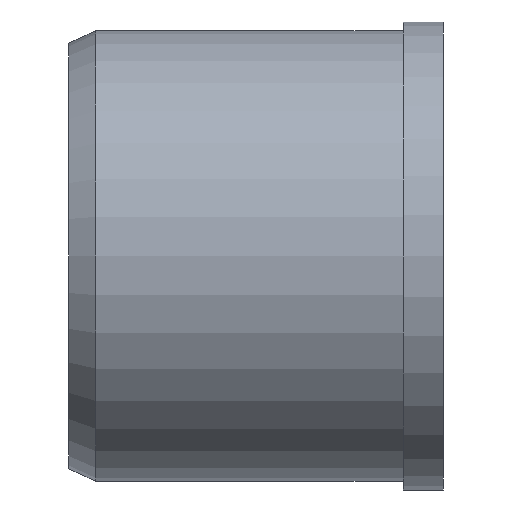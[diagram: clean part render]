
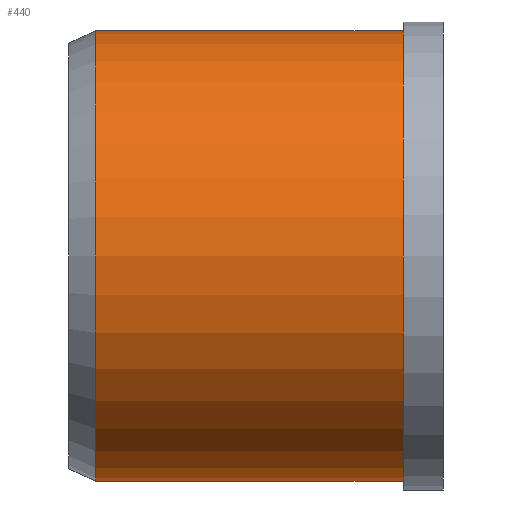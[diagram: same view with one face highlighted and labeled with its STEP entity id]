
A CAD part, left-side view. The second image highlights one B-rep face of the part: STEP entity #440.
In plain terms, the highlighted cylindrical face has radius 16.85 mm (diameter 33.7 mm), a partial arc.
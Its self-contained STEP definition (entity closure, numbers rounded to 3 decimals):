
#9 = ORIENTED_EDGE ( 'NONE', *, *, #425, .T. ) ;
#19 = CYLINDRICAL_SURFACE ( 'NONE', #71, 16.85 ) ;
#38 = DIRECTION ( 'NONE',  ( 0., -1., 0. ) ) ;
#52 = CIRCLE ( 'NONE', #286, 16.85 ) ;
#69 = CARTESIAN_POINT ( 'NONE',  ( 0., 25., 16.85 ) ) ;
#71 = AXIS2_PLACEMENT_3D ( 'NONE', #209, #525, #568 ) ;
#86 = ORIENTED_EDGE ( 'NONE', *, *, #114, .T. ) ;
#114 = EDGE_CURVE ( 'NONE', #153, #503, #323, .T. ) ;
#128 = VECTOR ( 'NONE', #395, 1000. ) ;
#152 = CARTESIAN_POINT ( 'NONE',  ( 0., 0., 16.85 ) ) ;
#153 = VERTEX_POINT ( 'NONE', #181 ) ;
#155 = VECTOR ( 'NONE', #38, 1000. ) ;
#176 = CIRCLE ( 'NONE', #516, 16.85 ) ;
#177 = DIRECTION ( 'NONE',  ( 0., 0., 1. ) ) ;
#181 = CARTESIAN_POINT ( 'NONE',  ( 0., 23., -16.85 ) ) ;
#207 = CARTESIAN_POINT ( 'NONE',  ( 0., 0., 0. ) ) ;
#209 = CARTESIAN_POINT ( 'NONE',  ( 0., 25., 0. ) ) ;
#242 = EDGE_CURVE ( 'NONE', #284, #153, #176, .T. ) ;
#268 = CARTESIAN_POINT ( 'NONE',  ( 0., 23., 0. ) ) ;
#284 = VERTEX_POINT ( 'NONE', #330 ) ;
#286 = AXIS2_PLACEMENT_3D ( 'NONE', #207, #398, #439 ) ;
#300 = FACE_OUTER_BOUND ( 'NONE', #391, .T. ) ;
#323 = LINE ( 'NONE', #554, #155 ) ;
#329 = ORIENTED_EDGE ( 'NONE', *, *, #448, .F. ) ;
#330 = CARTESIAN_POINT ( 'NONE',  ( 0., 23., 16.85 ) ) ;
#391 = EDGE_LOOP ( 'NONE', ( #329, #592, #86, #9 ) ) ;
#392 = LINE ( 'NONE', #69, #128 ) ;
#395 = DIRECTION ( 'NONE',  ( 0., -1., 0. ) ) ;
#398 = DIRECTION ( 'NONE',  ( 0., 1., 0. ) ) ;
#425 = EDGE_CURVE ( 'NONE', #503, #467, #52, .T. ) ;
#439 = DIRECTION ( 'NONE',  ( 0., 0., 1. ) ) ;
#440 = ADVANCED_FACE ( 'NONE', ( #300 ), #19, .T. ) ;
#448 = EDGE_CURVE ( 'NONE', #284, #467, #392, .T. ) ;
#462 = DIRECTION ( 'NONE',  ( 0., -1., 0. ) ) ;
#467 = VERTEX_POINT ( 'NONE', #152 ) ;
#503 = VERTEX_POINT ( 'NONE', #534 ) ;
#516 = AXIS2_PLACEMENT_3D ( 'NONE', #268, #462, #177 ) ;
#525 = DIRECTION ( 'NONE',  ( 0., -1., 0. ) ) ;
#534 = CARTESIAN_POINT ( 'NONE',  ( 0., 0., -16.85 ) ) ;
#554 = CARTESIAN_POINT ( 'NONE',  ( 0., 25., -16.85 ) ) ;
#568 = DIRECTION ( 'NONE',  ( 0., 0., -1. ) ) ;
#592 = ORIENTED_EDGE ( 'NONE', *, *, #242, .T. ) ;
